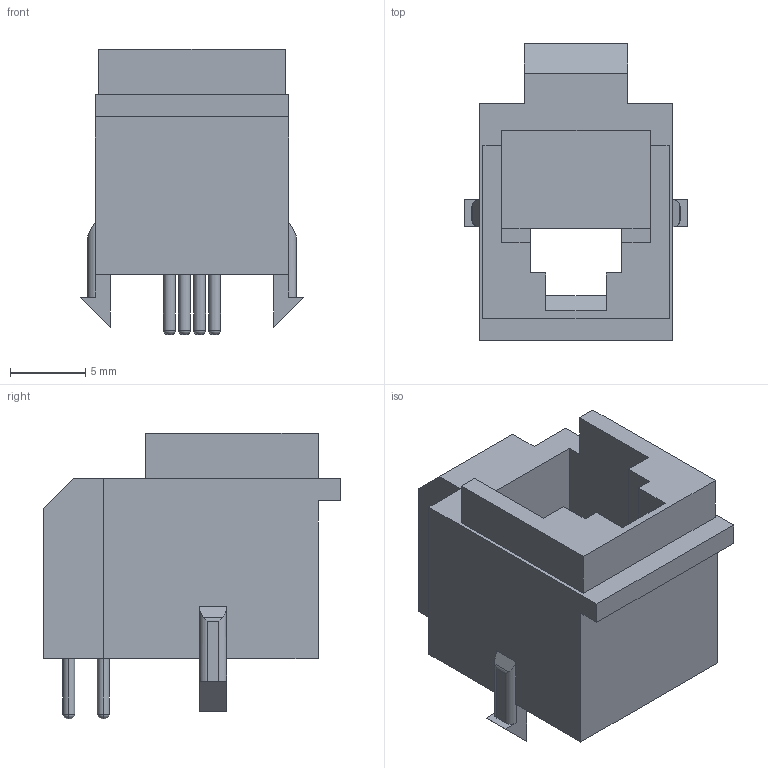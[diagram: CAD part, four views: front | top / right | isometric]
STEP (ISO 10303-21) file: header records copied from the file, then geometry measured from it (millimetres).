
FILE_DESCRIPTION (( 'STEP AP214' ), '1' );
FILE_NAME ('085BCAE3-970C-46FD-8C90-6DDB251EBE98.STEP', '2008-04-30T03:15:05', ( 'SysAdmin' ), ( 'SolidWorks' ), 'SwSTEP 2.0', 'SolidWorks 2008', '' );
FILE_SCHEMA (( 'AUTOMOTIVE_DESIGN' ));
Length unit declared in the file: millimetre
Products named in the file (1): 085BCAE3-970C-46FD-8C90-6DDB251EBE98
Bounding box: 14.9 x 19.8 x 19 mm (x, y, z)
Volume: 1778.5 mm3; surface area: 1926.1 mm2
Topology: 1 solids, 1 shells, 199 faces, 536 edges, 354 vertices
Faces by surface type: plane 138, bspline 39, cylinder 14, torus 8
Entity records: 9131 total; most frequent: CARTESIAN_POINT 3305, ORIENTED_EDGE 1072, DIRECTION 812, EDGE_CURVE 536, LINE 410, VECTOR 410, VERTEX_POINT 354, EDGE_LOOP 216
